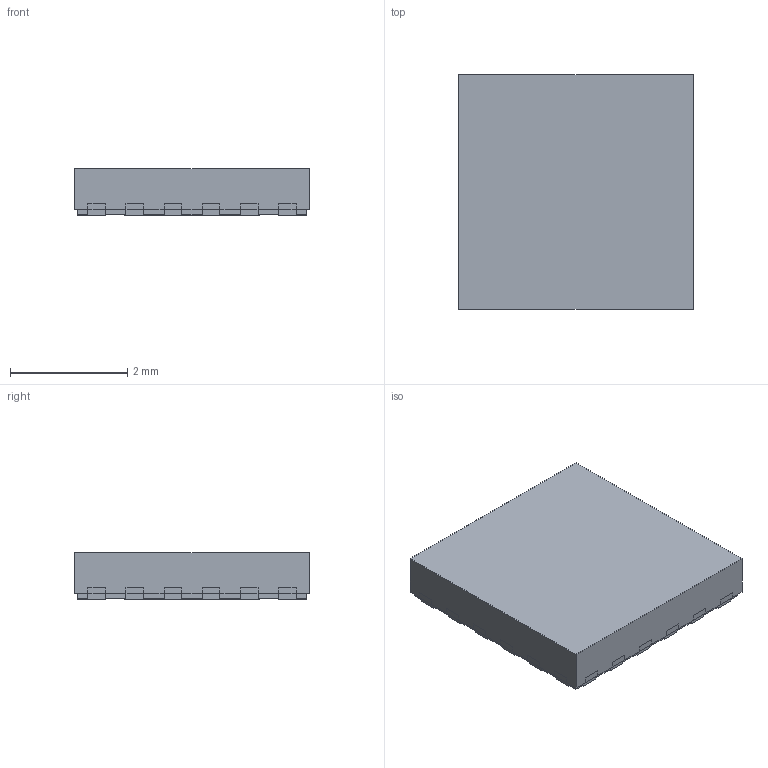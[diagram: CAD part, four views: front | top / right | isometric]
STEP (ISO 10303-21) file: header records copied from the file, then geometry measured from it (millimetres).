
FILE_DESCRIPTION((''),'2;1');
FILE_NAME('RUM0016C_ASM','2022-10-21T10:01:36',('a0412086'),(''),'CREO PARAMETRIC BY PTC INC, 2018500','CREO PARAMETRIC BY PTC INC, 2018500','');
FILE_SCHEMA(('CONFIG_CONTROL_DESIGN','SHAPE_APPEARANCE_LAYERS_GROUPS'));
Length unit declared in the file: millimetre
Products named in the file (4): BODY-QFN_AF0; FRAME-RUM0016C_AF0; PIN1-ID; RUM0016C_ASM
Assembly tree (3 placements, depth 2):
  RUM0016C_ASM
    BODY-QFN_AF0
    FRAME-RUM0016C_AF0
    PIN1-ID
Bounding box: 4 x 4 x 0.8 mm (x, y, z)
Volume: 12.5 mm3; surface area: 74.7 mm2
Topology: 22 solids, 22 shells, 345 faces, 894 edges, 596 vertices
Faces by surface type: plane 313, cylinder 32
Entity records: 13490 total; most frequent: CARTESIAN_POINT 1842, ORIENTED_EDGE 1788, DIRECTION 1662, PRESENTATION_STYLE_ASSIGNMENT 941, STYLED_ITEM 916, CURVE_STYLE 894, EDGE_CURVE 894, VECTOR 830
